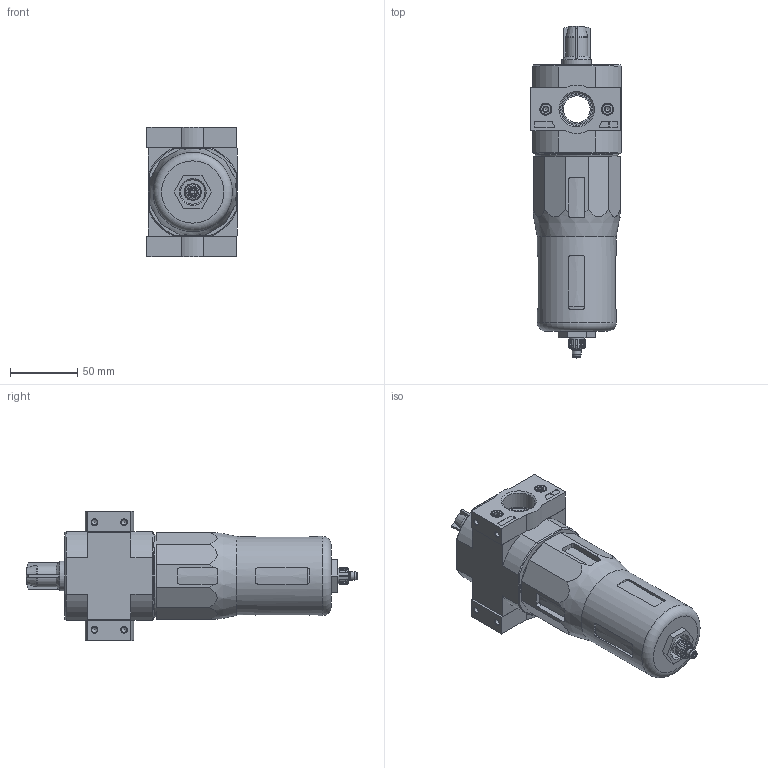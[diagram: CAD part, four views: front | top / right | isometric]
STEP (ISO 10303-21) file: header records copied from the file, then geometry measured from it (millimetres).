
FILE_DESCRIPTION(/* description */ ('STEP AP214'),/* implementation_level */ '2;1');
FILE_NAME(/* name */ '532825_LFMB-3_4-D-MAXI-DA',/* time_stamp */ '2024-09-03T15:54:14+02:00',/* author */ ('License CC BY-ND 4.0'),/* organization */ ('CADENAS'),/* preprocessor_version */ 'ST-DEVELOPER v19.3',/* originating_system */ 'PARTsolutions',/* authorisation */ ' ');
FILE_SCHEMA (('AUTOMOTIVE_DESIGN {1 0 10303 214 3 1 1}'));
Length unit declared in the file: millimetre
Products named in the file (7): 532825 LFMB-3/4-D-MAXI-DA; 670985 LFMB-D-MAXI-DA; 380311 PBL-3/4-D-MAXI-R---(0) p1; DIN-912 - M5x20(F); 373059 LF-D-MAXI; 380309 PBL-3/4-D-MAXI-L---(1) p1; 648415 LF
Assembly tree (10 placements, depth 2):
  532825 LFMB-3/4-D-MAXI-DA
    670985 LFMB-D-MAXI-DA
    380311 PBL-3/4-D-MAXI-R---(0) p1
    DIN-912 - M5x20(F)  x4
    373059 LF-D-MAXI  x2
    380309 PBL-3/4-D-MAXI-L---(1) p1
    648415 LF
Bounding box: 67.1 x 247 x 96 mm (x, y, z)
Volume: 683922 mm3; surface area: 85599.6 mm2
Topology: 10 solids, 10 shells, 523 faces, 1254 edges, 788 vertices
Faces by surface type: plane 263, cylinder 126, cone 112, torus 21, sphere 1
Full cylindrical faces by diameter (mm): 3 x1, 4.134 x8, 5 x4, 5.6 x1, 6.4 x1, 6.8 x1, 7 x4, 7.1 x1, 7.3 x2, 8.5 x4, 9 x1, 11.2 x1, 12.6 x1, 18 x1, 22 x2, 22.2 x1, 24.117 x2, 30 x2, 58.8 x1, 62 x2
Entity records: 13997 total; most frequent: CARTESIAN_POINT 2710, DIRECTION 1976, ORIENTED_EDGE 1904, EDGE_CURVE 952, AXIS2_PLACEMENT_3D 767, VERTEX_POINT 671, FACE_BOUND 575, EDGE_LOOP 568
